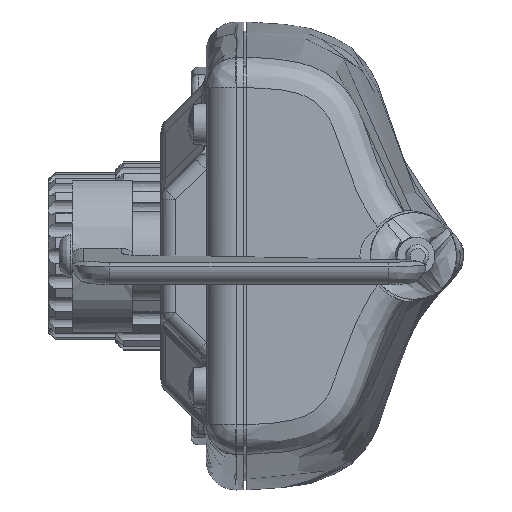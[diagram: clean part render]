
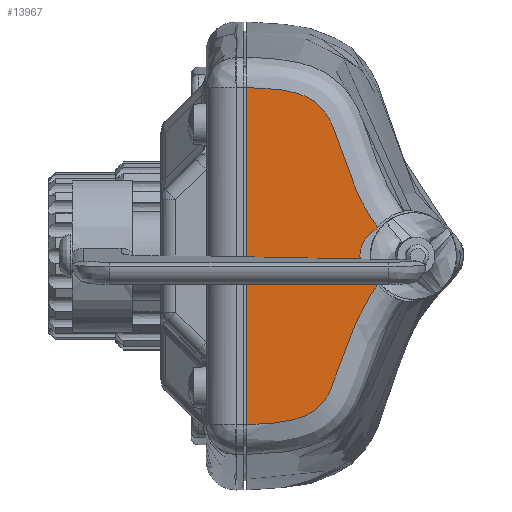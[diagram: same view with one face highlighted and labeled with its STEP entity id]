
A CAD part, left-side view. The second image highlights one B-rep face of the part: STEP entity #13967.
In plain terms, the highlighted free-form (B-spline) face has degree [1, 1] with [2, 2] control points.
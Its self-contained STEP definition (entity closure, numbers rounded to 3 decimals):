
#13262 = VERTEX_POINT('',#13263);
#13263 = CARTESIAN_POINT('',(-82.225,-3.582,
    -18.22));
#13321 = EDGE_CURVE('',#13322,#13262,#13324,.T.);
#13322 = VERTEX_POINT('',#13323);
#13323 = CARTESIAN_POINT('',(-82.225,-3.582,
    18.22));
#13324 = B_SPLINE_CURVE_WITH_KNOTS('',1,(#13325,#13326),.UNSPECIFIED.,
  .F.,.F.,(2,2),(3.547,48.308),
  .PIECEWISE_BEZIER_KNOTS.);
#13325 = CARTESIAN_POINT('',(-82.225,-3.582,
    18.22));
#13326 = CARTESIAN_POINT('',(-82.225,-3.582,
    -18.22));
#13854 = VERTEX_POINT('',#13855);
#13855 = CARTESIAN_POINT('',(-82.225,-17.756,
    3.097));
#13870 = EDGE_CURVE('',#13871,#13854,#13873,.T.);
#13871 = VERTEX_POINT('',#13872);
#13872 = CARTESIAN_POINT('',(-82.225,-17.081,
    4.071));
#13873 = B_SPLINE_CURVE_WITH_KNOTS('',3,(#13874,#13875,#13876,#13877),
  .UNSPECIFIED.,.F.,.F.,(4,4),(3.097,3.242),
  .PIECEWISE_BEZIER_KNOTS.);
#13874 = CARTESIAN_POINT('',(-82.225,-17.084,
    4.071));
#13875 = CARTESIAN_POINT('',(-82.225,-17.299,
    3.74));
#13876 = CARTESIAN_POINT('',(-82.225,-17.523,
    3.415));
#13877 = CARTESIAN_POINT('',(-82.225,-17.757,
    3.097));
#13879 = EDGE_CURVE('',#13322,#13871,#13880,.T.);
#13880 = B_SPLINE_CURVE_WITH_KNOTS('',3,(#13881,#13882,#13883,#13884,
    #13885,#13886,#13887,#13888,#13889,#13890,#13891,#13892,#13893,
    #13894),.UNSPECIFIED.,.F.,.F.,(4,1,1,1,1,1,1,1,1,1,1,4),(
    0.417,0.826,1.03,1.235,
    1.337,1.439,1.541,1.644,
    1.848,2.053,2.461,3.097),
  .UNSPECIFIED.);
#13881 = CARTESIAN_POINT('',(-82.225,-3.582,
    18.22));
#13882 = CARTESIAN_POINT('',(-82.225,-4.692,
    18.226));
#13883 = CARTESIAN_POINT('',(-82.225,-6.358,
    18.164));
#13884 = CARTESIAN_POINT('',(-82.225,-8.546,
    17.783));
#13885 = CARTESIAN_POINT('',(-82.225,-9.87,
    17.345));
#13886 = CARTESIAN_POINT('',(-82.225,-10.839,
    16.798));
#13887 = CARTESIAN_POINT('',(-82.225,-11.486,
    16.269));
#13888 = CARTESIAN_POINT('',(-82.225,-12.025,
    15.632));
#13889 = CARTESIAN_POINT('',(-82.225,-12.609,
    14.684));
#13890 = CARTESIAN_POINT('',(-82.225,-13.153,
    13.407));
#13891 = CARTESIAN_POINT('',(-82.225,-13.867,
    11.303));
#13892 = CARTESIAN_POINT('',(-82.225,-14.901,
    8.081));
#13893 = CARTESIAN_POINT('',(-82.225,-16.147,
    5.516));
#13894 = CARTESIAN_POINT('',(-82.225,-17.084,
    4.071));
#13967 = ADVANCED_FACE('',(#13968),#14023,.T.);
#13968 = FACE_BOUND('',#13969,.T.);
#13969 = EDGE_LOOP('',(#13970,#13971,#13990,#13999,#14007,#14015,#14021,
    #14022));
#13970 = ORIENTED_EDGE('',*,*,#13321,.T.);
#13971 = ORIENTED_EDGE('',*,*,#13972,.F.);
#13972 = EDGE_CURVE('',#13973,#13262,#13975,.T.);
#13973 = VERTEX_POINT('',#13974);
#13974 = CARTESIAN_POINT('',(-82.225,-17.081,
    -4.071));
#13975 = B_SPLINE_CURVE_WITH_KNOTS('',3,(#13976,#13977,#13978,#13979,
    #13980,#13981,#13982,#13983,#13984,#13985,#13986,#13987,#13988,
    #13989),.UNSPECIFIED.,.F.,.F.,(4,1,1,1,1,1,1,1,1,1,1,4),(
    -3.097,-2.461,-2.053,-1.848,
    -1.644,-1.542,-1.439,-1.337,
    -1.235,-1.031,-0.826,-0.417),
  .UNSPECIFIED.);
#13976 = CARTESIAN_POINT('',(-82.225,-17.084,
    -4.071));
#13977 = CARTESIAN_POINT('',(-82.225,-16.147,
    -5.516));
#13978 = CARTESIAN_POINT('',(-82.225,-14.901,
    -8.081));
#13979 = CARTESIAN_POINT('',(-82.225,-13.868,
    -11.302));
#13980 = CARTESIAN_POINT('',(-82.225,-13.153,
    -13.406));
#13981 = CARTESIAN_POINT('',(-82.225,-12.609,
    -14.684));
#13982 = CARTESIAN_POINT('',(-82.225,-12.026,
    -15.632));
#13983 = CARTESIAN_POINT('',(-82.225,-11.486,
    -16.269));
#13984 = CARTESIAN_POINT('',(-82.225,-10.839,
    -16.798));
#13985 = CARTESIAN_POINT('',(-82.225,-9.87,
    -17.345));
#13986 = CARTESIAN_POINT('',(-82.225,-8.547,
    -17.783));
#13987 = CARTESIAN_POINT('',(-82.225,-6.358,
    -18.164));
#13988 = CARTESIAN_POINT('',(-82.225,-4.692,
    -18.226));
#13989 = CARTESIAN_POINT('',(-82.225,-3.582,
    -18.22));
#13990 = ORIENTED_EDGE('',*,*,#13991,.T.);
#13991 = EDGE_CURVE('',#13973,#13992,#13994,.T.);
#13992 = VERTEX_POINT('',#13993);
#13993 = CARTESIAN_POINT('',(-82.225,-17.756,
    -3.097));
#13994 = B_SPLINE_CURVE_WITH_KNOTS('',3,(#13995,#13996,#13997,#13998),
  .UNSPECIFIED.,.F.,.F.,(4,4),(3.097,3.242),
  .PIECEWISE_BEZIER_KNOTS.);
#13995 = CARTESIAN_POINT('',(-82.225,-17.084,
    -4.071));
#13996 = CARTESIAN_POINT('',(-82.225,-17.299,
    -3.74));
#13997 = CARTESIAN_POINT('',(-82.225,-17.523,
    -3.415));
#13998 = CARTESIAN_POINT('',(-82.225,-17.757,
    -3.097));
#13999 = ORIENTED_EDGE('',*,*,#14000,.T.);
#14000 = EDGE_CURVE('',#13992,#14001,#14003,.T.);
#14001 = VERTEX_POINT('',#14002);
#14002 = CARTESIAN_POINT('',(-82.225,-17.598,
    -2.894));
#14003 = ( BOUNDED_CURVE() B_SPLINE_CURVE(2,(#14004,#14005,#14006),
.UNSPECIFIED.,.F.,.F.) B_SPLINE_CURVE_WITH_KNOTS((3,3),(5.596,
5.649),.PIECEWISE_BEZIER_KNOTS.) CURVE() 
GEOMETRIC_REPRESENTATION_ITEM() RATIONAL_B_SPLINE_CURVE((1.,
1.,1.)) REPRESENTATION_ITEM('') );
#14004 = CARTESIAN_POINT('',(-82.225,-17.756,
    -3.097));
#14005 = CARTESIAN_POINT('',(-82.225,-17.675,
    -2.998));
#14006 = CARTESIAN_POINT('',(-82.225,-17.598,
    -2.894));
#14007 = ORIENTED_EDGE('',*,*,#14008,.T.);
#14008 = EDGE_CURVE('',#14001,#14009,#14011,.T.);
#14009 = VERTEX_POINT('',#14010);
#14010 = CARTESIAN_POINT('',(-82.225,-17.598,
    2.894));
#14011 = ( BOUNDED_CURVE() B_SPLINE_CURVE(2,(#14012,#14013,#14014),
.UNSPECIFIED.,.F.,.F.) B_SPLINE_CURVE_WITH_KNOTS((3,3),(5.189,
7.378),.PIECEWISE_BEZIER_KNOTS.) CURVE() 
GEOMETRIC_REPRESENTATION_ITEM() RATIONAL_B_SPLINE_CURVE((1.,
0.458,1.)) REPRESENTATION_ITEM('') );
#14012 = CARTESIAN_POINT('',(-82.225,-17.598,
    -2.894));
#14013 = CARTESIAN_POINT('',(-82.225,-11.964,
    0.));
#14014 = CARTESIAN_POINT('',(-82.225,-17.598,
    2.894));
#14015 = ORIENTED_EDGE('',*,*,#14016,.T.);
#14016 = EDGE_CURVE('',#14009,#13854,#14017,.T.);
#14017 = ( BOUNDED_CURVE() B_SPLINE_CURVE(2,(#14018,#14019,#14020),
.UNSPECIFIED.,.F.,.F.) B_SPLINE_CURVE_WITH_KNOTS((3,3),(0.634,
0.687),.PIECEWISE_BEZIER_KNOTS.) CURVE() 
GEOMETRIC_REPRESENTATION_ITEM() RATIONAL_B_SPLINE_CURVE((1.,
1.,1.)) REPRESENTATION_ITEM('') );
#14018 = CARTESIAN_POINT('',(-82.225,-17.598,
    2.894));
#14019 = CARTESIAN_POINT('',(-82.225,-17.675,
    2.998));
#14020 = CARTESIAN_POINT('',(-82.225,-17.756,
    3.097));
#14021 = ORIENTED_EDGE('',*,*,#13870,.F.);
#14022 = ORIENTED_EDGE('',*,*,#13879,.F.);
#14023 = B_SPLINE_SURFACE_WITH_KNOTS('',1,1,(
    (#14024,#14025)
    ,(#14026,#14027
    )),.UNSPECIFIED.,.F.,.F.,.F.,(2,2),(2,2),(-47.387,
    -2.613),(-21.811,-4.4),.PIECEWISE_BEZIER_KNOTS.);
#14024 = CARTESIAN_POINT('',(-82.225,-17.757,
    -18.226));
#14025 = CARTESIAN_POINT('',(-82.225,-3.582,
    -18.226));
#14026 = CARTESIAN_POINT('',(-82.225,-17.757,
    18.226));
#14027 = CARTESIAN_POINT('',(-82.225,-3.582,
    18.226));
